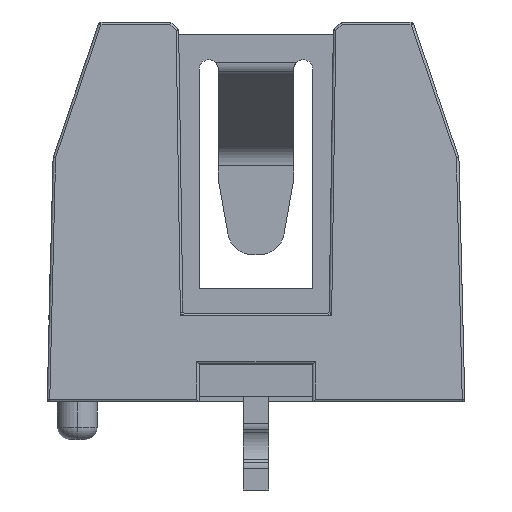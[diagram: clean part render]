
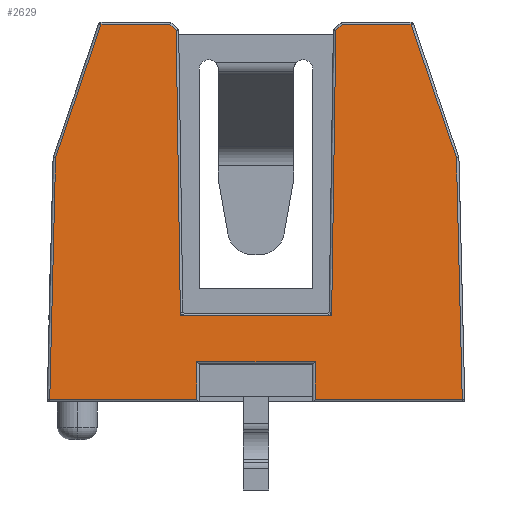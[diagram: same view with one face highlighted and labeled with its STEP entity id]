
A CAD part, left-side view. The second image highlights one B-rep face of the part: STEP entity #2629.
In plain terms, the highlighted planar face has unit normal (-0.999, 0, 0.044).
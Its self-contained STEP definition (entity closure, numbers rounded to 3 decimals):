
#237 = DIRECTION ( 'NONE',  ( 0., -1., 0. ) ) ;
#409 = VERTEX_POINT ( 'NONE', #23282 ) ;
#542 = DIRECTION ( 'NONE',  ( 0., 1., 0. ) ) ;
#575 = VECTOR ( 'NONE', #13494, 1000. ) ;
#585 = CARTESIAN_POINT ( 'NONE',  ( -29.929, -30., 1.604 ) ) ;
#1340 = DIRECTION ( 'NONE',  ( 0., -1., 0. ) ) ;
#1457 = VERTEX_POINT ( 'NONE', #18562 ) ;
#1632 = CARTESIAN_POINT ( 'NONE',  ( -29.35, -3.173, 14.762 ) ) ;
#2063 = CARTESIAN_POINT ( 'NONE',  ( -29.982, -2.961, 0.399 ) ) ;
#2075 = CARTESIAN_POINT ( 'NONE',  ( -29.929, -2.351, 1.604 ) ) ;
#2160 = DIRECTION ( 'NONE',  ( 0.044, 0.015, 0.999 ) ) ;
#2210 = ORIENTED_EDGE ( 'NONE', *, *, #14599, .T. ) ;
#2366 = DIRECTION ( 'NONE',  ( -0.042, 0.322, -0.946 ) ) ;
#2629 = ADVANCED_FACE ( 'NONE', ( #4550 ), #6649, .F. ) ;
#2903 = ORIENTED_EDGE ( 'NONE', *, *, #16375, .T. ) ;
#3412 = LINE ( 'NONE', #18481, #15843 ) ;
#3539 = VECTOR ( 'NONE', #4513, 1000. ) ;
#3591 = ORIENTED_EDGE ( 'NONE', *, *, #7431, .T. ) ;
#3683 = CARTESIAN_POINT ( 'NONE',  ( -30., -2.351, 0. ) ) ;
#4137 = CARTESIAN_POINT ( 'NONE',  ( -29.339, -30., 15.004 ) ) ;
#4513 = DIRECTION ( 'NONE',  ( 0.031, 0.707, 0.707 ) ) ;
#4550 = FACE_OUTER_BOUND ( 'NONE', #18253, .T. ) ;
#4789 = DIRECTION ( 'NONE',  ( 0.999, 0., -0.044 ) ) ;
#4832 = CARTESIAN_POINT ( 'NONE',  ( -30.023, -8.213, -0.525 ) ) ;
#4864 = VERTEX_POINT ( 'NONE', #10427 ) ;
#4929 = VERTEX_POINT ( 'NONE', #23956 ) ;
#4994 = DIRECTION ( 'NONE',  ( 0., 1., 0. ) ) ;
#5211 = VECTOR ( 'NONE', #22351, 1000. ) ;
#5391 = VERTEX_POINT ( 'NONE', #11367 ) ;
#5499 = DIRECTION ( 'NONE',  ( -0.031, 0.717, -0.696 ) ) ;
#5909 = LINE ( 'NONE', #17235, #575 ) ;
#6019 = VERTEX_POINT ( 'NONE', #13363 ) ;
#6041 = DIRECTION ( 'NONE',  ( 0., 1., 0. ) ) ;
#6231 = ORIENTED_EDGE ( 'NONE', *, *, #18164, .T. ) ;
#6302 = ORIENTED_EDGE ( 'NONE', *, *, #8844, .T. ) ;
#6345 = VERTEX_POINT ( 'NONE', #18163 ) ;
#6369 = CARTESIAN_POINT ( 'NONE',  ( -29.338, 3.447, 15.032 ) ) ;
#6649 = PLANE ( 'NONE',  #7812 ) ;
#6664 = CARTESIAN_POINT ( 'NONE',  ( -29.995, -2.351, 0.104 ) ) ;
#6739 = CARTESIAN_POINT ( 'NONE',  ( -29.849, -30., 3.419 ) ) ;
#7058 = LINE ( 'NONE', #4832, #17265 ) ;
#7431 = EDGE_CURVE ( 'NONE', #6019, #1457, #7058, .T. ) ;
#7437 = VECTOR ( 'NONE', #24452, 1000. ) ;
#7707 = VECTOR ( 'NONE', #1340, 1000. ) ;
#7772 = ORIENTED_EDGE ( 'NONE', *, *, #23713, .T. ) ;
#7783 = VERTEX_POINT ( 'NONE', #15601 ) ;
#7812 = AXIS2_PLACEMENT_3D ( 'NONE', #23510, #4789, #19505 ) ;
#8207 = LINE ( 'NONE', #6369, #3539 ) ;
#8844 = EDGE_CURVE ( 'NONE', #4929, #4864, #17503, .T. ) ;
#8902 = VERTEX_POINT ( 'NONE', #12147 ) ;
#9185 = DIRECTION ( 'NONE',  ( -0.044, 0.024, -0.999 ) ) ;
#9584 = DIRECTION ( 'NONE',  ( -0.044, 0.015, -0.999 ) ) ;
#9797 = LINE ( 'NONE', #19321, #12237 ) ;
#9982 = VECTOR ( 'NONE', #237, 1000. ) ;
#9997 = CARTESIAN_POINT ( 'NONE',  ( -29.447, 6.993, 12.557 ) ) ;
#10335 = VERTEX_POINT ( 'NONE', #1632 ) ;
#10418 = LINE ( 'NONE', #6739, #18586 ) ;
#10427 = CARTESIAN_POINT ( 'NONE',  ( -29.339, -3.423, 15.004 ) ) ;
#10805 = CARTESIAN_POINT ( 'NONE',  ( -29.995, -30., 0.104 ) ) ;
#10834 = CARTESIAN_POINT ( 'NONE',  ( -29.995, -30., 0.104 ) ) ;
#11145 = LINE ( 'NONE', #22332, #14719 ) ;
#11294 = LINE ( 'NONE', #3683, #16205 ) ;
#11367 = CARTESIAN_POINT ( 'NONE',  ( -29.929, 2.351, 1.604 ) ) ;
#11637 = EDGE_CURVE ( 'NONE', #17638, #20878, #23207, .T. ) ;
#12101 = VECTOR ( 'NONE', #9584, 1000. ) ;
#12147 = CARTESIAN_POINT ( 'NONE',  ( -29.35, 3.173, 14.758 ) ) ;
#12237 = VECTOR ( 'NONE', #2160, 1000. ) ;
#12265 = EDGE_CURVE ( 'NONE', #17404, #6019, #14270, .T. ) ;
#12673 = CARTESIAN_POINT ( 'NONE',  ( -29.339, 6.16, 15.004 ) ) ;
#12795 = VERTEX_POINT ( 'NONE', #21421 ) ;
#12805 = ORIENTED_EDGE ( 'NONE', *, *, #17856, .T. ) ;
#12973 = LINE ( 'NONE', #20577, #7437 ) ;
#13121 = ORIENTED_EDGE ( 'NONE', *, *, #11637, .T. ) ;
#13349 = DIRECTION ( 'NONE',  ( -0.044, 0., -0.999 ) ) ;
#13362 = LINE ( 'NONE', #2063, #12101 ) ;
#13363 = CARTESIAN_POINT ( 'NONE',  ( -29.995, -8.198, 0.104 ) ) ;
#13494 = DIRECTION ( 'NONE',  ( 0.044, 0., 0.999 ) ) ;
#14270 = LINE ( 'NONE', #10834, #7707 ) ;
#14438 = ORIENTED_EDGE ( 'NONE', *, *, #12265, .T. ) ;
#14599 = EDGE_CURVE ( 'NONE', #4864, #10335, #3412, .T. ) ;
#14719 = VECTOR ( 'NONE', #9185, 1000. ) ;
#15356 = ORIENTED_EDGE ( 'NONE', *, *, #16774, .T. ) ;
#15508 = EDGE_CURVE ( 'NONE', #6345, #8902, #9797, .T. ) ;
#15601 = CARTESIAN_POINT ( 'NONE',  ( -29.573, 7.966, 9.696 ) ) ;
#15843 = VECTOR ( 'NONE', #5499, 1000. ) ;
#16091 = LINE ( 'NONE', #10805, #5211 ) ;
#16106 = ORIENTED_EDGE ( 'NONE', *, *, #19664, .T. ) ;
#16205 = VECTOR ( 'NONE', #13349, 1000. ) ;
#16375 = EDGE_CURVE ( 'NONE', #10335, #20314, #13362, .T. ) ;
#16774 = EDGE_CURVE ( 'NONE', #1457, #4929, #12973, .T. ) ;
#16794 = ORIENTED_EDGE ( 'NONE', *, *, #15508, .T. ) ;
#16909 = ORIENTED_EDGE ( 'NONE', *, *, #23843, .T. ) ;
#17093 = VECTOR ( 'NONE', #2366, 1000. ) ;
#17235 = CARTESIAN_POINT ( 'NONE',  ( -30., 2.351, 0. ) ) ;
#17265 = VECTOR ( 'NONE', #19912, 1000. ) ;
#17298 = LINE ( 'NONE', #9997, #17093 ) ;
#17404 = VERTEX_POINT ( 'NONE', #6664 ) ;
#17503 = LINE ( 'NONE', #19353, #24154 ) ;
#17638 = VERTEX_POINT ( 'NONE', #20615 ) ;
#17856 = EDGE_CURVE ( 'NONE', #409, #12795, #16091, .T. ) ;
#17922 = VECTOR ( 'NONE', #542, 1000. ) ;
#18163 = CARTESIAN_POINT ( 'NONE',  ( -29.849, 3.006, 3.419 ) ) ;
#18164 = EDGE_CURVE ( 'NONE', #8902, #17638, #8207, .T. ) ;
#18253 = EDGE_LOOP ( 'NONE', ( #19882, #14438, #3591, #15356, #6302, #2210, #2903, #7772, #16794, #6231, #13121, #21927, #16909, #12805, #23997, #16106 ) ) ;
#18481 = CARTESIAN_POINT ( 'NONE',  ( -29.351, -3.141, 14.731 ) ) ;
#18562 = CARTESIAN_POINT ( 'NONE',  ( -29.573, -7.966, 9.696 ) ) ;
#18586 = VECTOR ( 'NONE', #4994, 1000. ) ;
#19321 = CARTESIAN_POINT ( 'NONE',  ( -30.021, 2.948, -0.486 ) ) ;
#19353 = CARTESIAN_POINT ( 'NONE',  ( -29.339, -30., 15.004 ) ) ;
#19505 = DIRECTION ( 'NONE',  ( -0.044, 0., -0.999 ) ) ;
#19664 = EDGE_CURVE ( 'NONE', #5391, #22516, #21116, .T. ) ;
#19882 = ORIENTED_EDGE ( 'NONE', *, *, #23487, .T. ) ;
#19894 = EDGE_CURVE ( 'NONE', #20878, #7783, #17298, .T. ) ;
#19912 = DIRECTION ( 'NONE',  ( 0.044, 0.024, 0.999 ) ) ;
#20314 = VERTEX_POINT ( 'NONE', #20719 ) ;
#20577 = CARTESIAN_POINT ( 'NONE',  ( -30.251, -13.203, -5.702 ) ) ;
#20615 = CARTESIAN_POINT ( 'NONE',  ( -29.339, 3.42, 15.004 ) ) ;
#20719 = CARTESIAN_POINT ( 'NONE',  ( -29.849, -3.006, 3.419 ) ) ;
#20878 = VERTEX_POINT ( 'NONE', #12673 ) ;
#21116 = LINE ( 'NONE', #585, #9982 ) ;
#21195 = EDGE_CURVE ( 'NONE', #12795, #5391, #5909, .T. ) ;
#21421 = CARTESIAN_POINT ( 'NONE',  ( -29.995, 2.351, 0.104 ) ) ;
#21927 = ORIENTED_EDGE ( 'NONE', *, *, #19894, .T. ) ;
#22332 = CARTESIAN_POINT ( 'NONE',  ( -29.959, 8.178, 0.92 ) ) ;
#22351 = DIRECTION ( 'NONE',  ( 0., -1., 0. ) ) ;
#22516 = VERTEX_POINT ( 'NONE', #2075 ) ;
#23207 = LINE ( 'NONE', #4137, #17922 ) ;
#23282 = CARTESIAN_POINT ( 'NONE',  ( -29.995, 8.198, 0.104 ) ) ;
#23487 = EDGE_CURVE ( 'NONE', #22516, #17404, #11294, .T. ) ;
#23510 = CARTESIAN_POINT ( 'NONE',  ( -30., -30., 0. ) ) ;
#23713 = EDGE_CURVE ( 'NONE', #20314, #6345, #10418, .T. ) ;
#23843 = EDGE_CURVE ( 'NONE', #7783, #409, #11145, .T. ) ;
#23956 = CARTESIAN_POINT ( 'NONE',  ( -29.339, -6.16, 15.004 ) ) ;
#23997 = ORIENTED_EDGE ( 'NONE', *, *, #21195, .T. ) ;
#24154 = VECTOR ( 'NONE', #6041, 1000. ) ;
#24452 = DIRECTION ( 'NONE',  ( 0.042, 0.322, 0.946 ) ) ;
